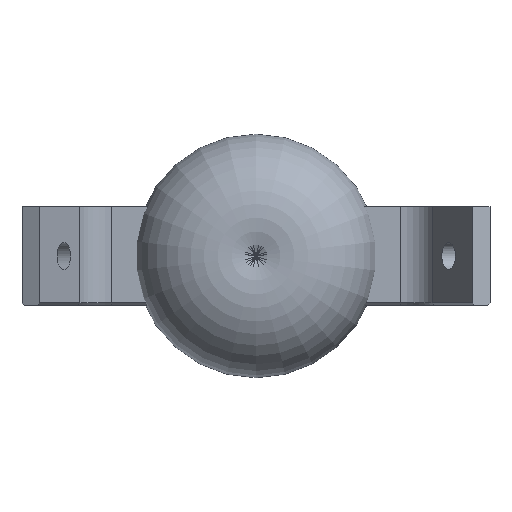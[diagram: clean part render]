
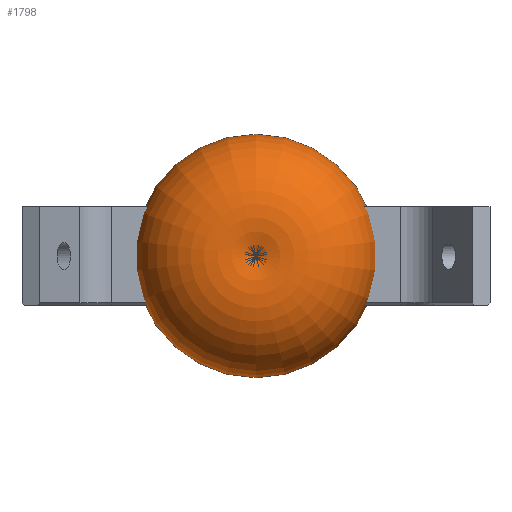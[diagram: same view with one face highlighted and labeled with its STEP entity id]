
A CAD part, front view. The second image highlights one B-rep face of the part: STEP entity #1798.
In plain terms, the highlighted toroidal (fillet/blend) face has major radius 7.596 mm and minor radius 17.099 mm.
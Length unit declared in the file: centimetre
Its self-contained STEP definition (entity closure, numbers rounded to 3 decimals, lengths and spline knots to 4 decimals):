
#34=DEGENERATE_TOROIDAL_SURFACE('',#1941,0.7596,1.7099,
 .F.);
#85=CIRCLE('',#1903,0.8215);
#133=B_SPLINE_CURVE_WITH_KNOTS('',3,(#3271,#3272,#3273,#3274,#3275,#3276,
#3277,#3278,#3279,#3280,#3281,#3282,#3283,#3284,#3285,#3286,#3287,#3288,
#3289,#3290,#3291,#3292,#3293,#3294,#3295,#3296,#3297,#3298,#3299,#3300,
#3301,#3302,#3303,#3304,#3305,#3306,#3307,#3308,#3309,#3310,#3311,#3312,
#3313,#3314,#3315,#3316,#3317,#3318,#3319,#3320,#3321,#3322,#3323,#3324,
#3325,#3326,#3327,#3328,#3329,#3330,#3331,#3332,#3333,#3334,#3335,#3336),
 .UNSPECIFIED.,.T.,.U.,(4,2,2,2,2,2,2,2,2,2,2,2,2,2,2,2,2,2,2,2,2,2,2,2,
2,2,2,2,2,2,2,2,4),(0.,0.1118,0.2235,0.3353,
0.447,0.5588,0.6706,0.7823,
0.8941,1.0058,1.1176,1.2294,1.3411,
1.4529,1.5646,1.6764,1.7882,1.8999,
2.0117,2.1234,2.2352,2.3469,2.4587,
2.5705,2.6822,2.794,2.9057,3.0175,
3.1293,3.241,3.3528,3.4645,3.5763),
 .UNSPECIFIED.);
#253=VERTEX_POINT('',#2938);
#268=VERTEX_POINT('',#3337);
#840=EDGE_CURVE('',#253,#253,#85,.T.);
#861=EDGE_CURVE('',#268,#268,#133,.T.);
#1284=ORIENTED_EDGE('',*,*,#861,.T.);
#1285=ORIENTED_EDGE('',*,*,#840,.F.);
#1537=EDGE_LOOP('',(#1284));
#1538=EDGE_LOOP('',(#1285));
#1679=FACE_BOUND('',#1537,.T.);
#1680=FACE_BOUND('',#1538,.T.);
#1798=ADVANCED_FACE('',(#1679,#1680),#34,.T.);
#1903=AXIS2_PLACEMENT_3D('',#2937,#2222,#2223);
#1941=AXIS2_PLACEMENT_3D('',#3400,#2307,$);
#2222=DIRECTION('',(0.,-1.,0.));
#2223=DIRECTION('',(0.,0.,0.821));
#2307=DIRECTION('',(0.,1.,0.));
#2937=CARTESIAN_POINT('',(0.,12.2181,1.));
#2938=CARTESIAN_POINT('',(0.,12.2181,0.1785));
#3271=CARTESIAN_POINT('',(0.6037,12.599,1.));
#3272=CARTESIAN_POINT('',(0.6037,12.599,1.0373));
#3273=CARTESIAN_POINT('',(0.6,12.599,1.0779));
#3274=CARTESIAN_POINT('',(0.5842,12.599,1.1576));
#3275=CARTESIAN_POINT('',(0.572,12.599,1.1966));
#3276=CARTESIAN_POINT('',(0.5435,12.599,1.2655));
#3277=CARTESIAN_POINT('',(0.5245,12.599,1.3016));
#3278=CARTESIAN_POINT('',(0.4794,12.599,1.3692));
#3279=CARTESIAN_POINT('',(0.4532,12.599,1.4006));
#3280=CARTESIAN_POINT('',(0.4005,12.599,1.4532));
#3281=CARTESIAN_POINT('',(0.3692,12.599,1.4794));
#3282=CARTESIAN_POINT('',(0.3016,12.599,1.5245));
#3283=CARTESIAN_POINT('',(0.2654,12.599,1.5435));
#3284=CARTESIAN_POINT('',(0.1966,12.599,1.572));
#3285=CARTESIAN_POINT('',(0.1576,12.599,1.5842));
#3286=CARTESIAN_POINT('',(0.0779,12.599,1.6));
#3287=CARTESIAN_POINT('',(0.0373,12.599,1.6037));
#3288=CARTESIAN_POINT('',(-0.0373,12.599,1.6037));
#3289=CARTESIAN_POINT('',(-0.0779,12.599,1.6));
#3290=CARTESIAN_POINT('',(-0.1576,12.599,1.5842));
#3291=CARTESIAN_POINT('',(-0.1966,12.599,1.572));
#3292=CARTESIAN_POINT('',(-0.2654,12.599,1.5435));
#3293=CARTESIAN_POINT('',(-0.3016,12.599,1.5245));
#3294=CARTESIAN_POINT('',(-0.3692,12.599,1.4794));
#3295=CARTESIAN_POINT('',(-0.4005,12.599,1.4532));
#3296=CARTESIAN_POINT('',(-0.4532,12.599,1.4005));
#3297=CARTESIAN_POINT('',(-0.4794,12.599,1.3692));
#3298=CARTESIAN_POINT('',(-0.5245,12.599,1.3016));
#3299=CARTESIAN_POINT('',(-0.5435,12.599,1.2654));
#3300=CARTESIAN_POINT('',(-0.572,12.599,1.1966));
#3301=CARTESIAN_POINT('',(-0.5842,12.599,1.1576));
#3302=CARTESIAN_POINT('',(-0.6,12.599,1.0779));
#3303=CARTESIAN_POINT('',(-0.6037,12.599,1.0373));
#3304=CARTESIAN_POINT('',(-0.6037,12.599,0.9627));
#3305=CARTESIAN_POINT('',(-0.6,12.599,0.9221));
#3306=CARTESIAN_POINT('',(-0.5842,12.599,0.8424));
#3307=CARTESIAN_POINT('',(-0.572,12.599,0.8034));
#3308=CARTESIAN_POINT('',(-0.5435,12.599,0.7346));
#3309=CARTESIAN_POINT('',(-0.5245,12.599,0.6984));
#3310=CARTESIAN_POINT('',(-0.4794,12.599,0.6308));
#3311=CARTESIAN_POINT('',(-0.4532,12.599,0.5995));
#3312=CARTESIAN_POINT('',(-0.4005,12.599,0.5468));
#3313=CARTESIAN_POINT('',(-0.3692,12.599,0.5206));
#3314=CARTESIAN_POINT('',(-0.3016,12.599,0.4755));
#3315=CARTESIAN_POINT('',(-0.2654,12.599,0.4565));
#3316=CARTESIAN_POINT('',(-0.1966,12.599,0.428));
#3317=CARTESIAN_POINT('',(-0.1576,12.599,0.4158));
#3318=CARTESIAN_POINT('',(-0.0779,12.599,0.4));
#3319=CARTESIAN_POINT('',(-0.0373,12.599,0.3963));
#3320=CARTESIAN_POINT('',(0.0373,12.599,0.3963));
#3321=CARTESIAN_POINT('',(0.0779,12.599,0.4));
#3322=CARTESIAN_POINT('',(0.1576,12.599,0.4158));
#3323=CARTESIAN_POINT('',(0.1966,12.599,0.428));
#3324=CARTESIAN_POINT('',(0.2654,12.599,0.4565));
#3325=CARTESIAN_POINT('',(0.3016,12.599,0.4755));
#3326=CARTESIAN_POINT('',(0.3692,12.599,0.5206));
#3327=CARTESIAN_POINT('',(0.4005,12.599,0.5468));
#3328=CARTESIAN_POINT('',(0.4532,12.599,0.5994));
#3329=CARTESIAN_POINT('',(0.4794,12.599,0.6308));
#3330=CARTESIAN_POINT('',(0.5245,12.599,0.6984));
#3331=CARTESIAN_POINT('',(0.5435,12.599,0.7345));
#3332=CARTESIAN_POINT('',(0.572,12.599,0.8034));
#3333=CARTESIAN_POINT('',(0.5842,12.599,0.8424));
#3334=CARTESIAN_POINT('',(0.6,12.599,0.9221));
#3335=CARTESIAN_POINT('',(0.6037,12.599,0.9627));
#3336=CARTESIAN_POINT('',(0.6037,12.599,1.));
#3337=CARTESIAN_POINT('',(0.6037,12.599,1.));
#3400=CARTESIAN_POINT('',(0.,11.567,1.));
